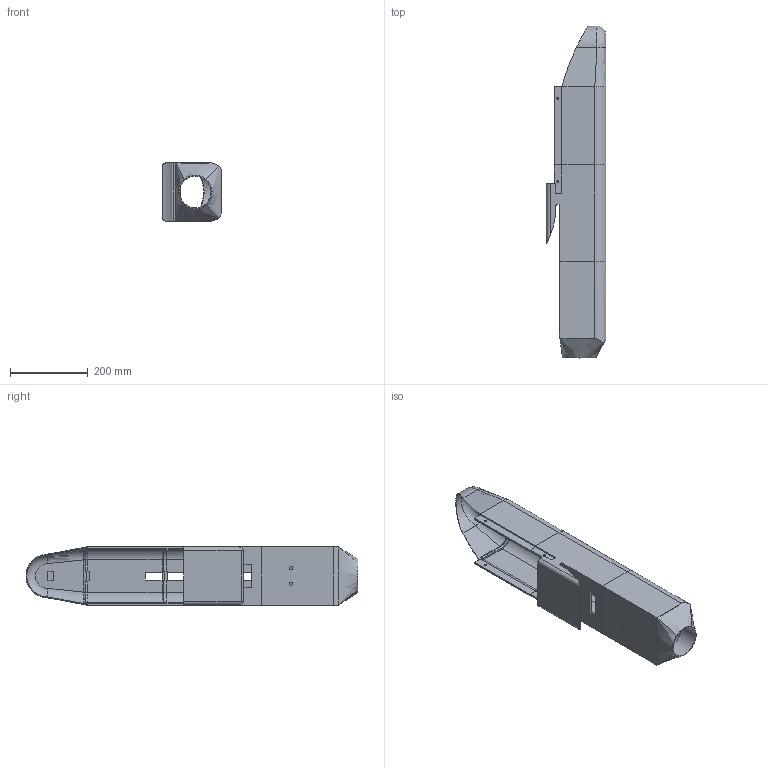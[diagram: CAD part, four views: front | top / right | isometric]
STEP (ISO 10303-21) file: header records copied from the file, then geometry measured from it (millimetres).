
FILE_DESCRIPTION(/* description */ (''),/* implementation_level */ '2;1');
FILE_NAME(/* name */ 'Fueselage2.stp',/* time_stamp */ '2025-11-06T16:40:06-05:00',/* author */ ('mateo'),/* organization */ (''),/* preprocessor_version */ 'ST-DEVELOPER v20.1',/* originating_system */ 'Autodesk Inventor 2026',/* authorisation */ '');
FILE_SCHEMA (('AUTOMOTIVE_DESIGN { 1 0 10303 214 3 1 1 }'));
Length unit declared in the file: millimetre
Products named in the file (1): WingBox
Bounding box: 153.04 x 856.25 x 150 mm (x, y, z)
Volume: 2217431.4 mm3; surface area: 802672.9 mm2
Topology: 4 solids, 4 shells, 288 faces, 821 edges, 541 vertices
Faces by surface type: plane 211, cylinder 61, bspline 12, torus 4
Full cylindrical faces by diameter (mm): 5.3 x4, 8.5 x6, 81.45 x1
Entity records: 9807 total; most frequent: CARTESIAN_POINT 2147, ORIENTED_EDGE 1642, DIRECTION 1488, EDGE_CURVE 821, LINE 660, VECTOR 660, VERTEX_POINT 538, AXIS2_PLACEMENT_3D 414
